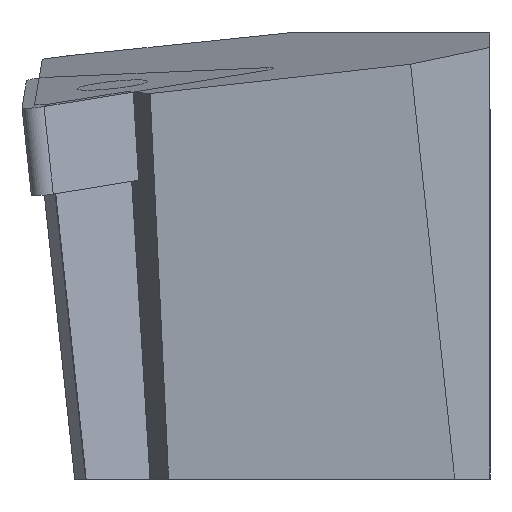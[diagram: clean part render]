
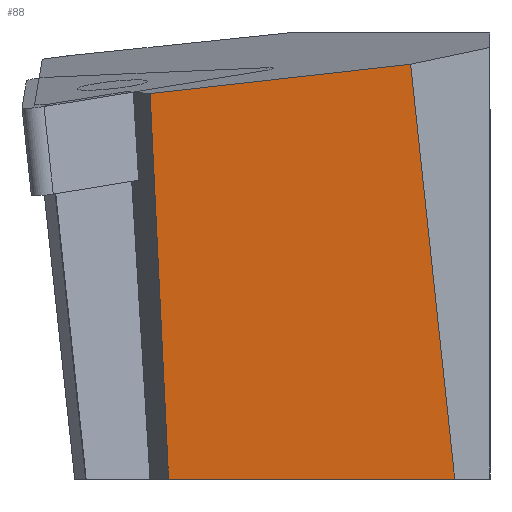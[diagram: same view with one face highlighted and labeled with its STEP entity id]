
A CAD part, left-side view. The second image highlights one B-rep face of the part: STEP entity #88.
In plain terms, the highlighted planar face has unit normal (-0.993, -0.063, -0.099).
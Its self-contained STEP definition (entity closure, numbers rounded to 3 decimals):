
#88=ADVANCED_FACE('',(#133),#111,.T.);
#111=PLANE('',#553);
#133=FACE_OUTER_BOUND('',#163,.T.);
#163=EDGE_LOOP('',(#277,#278,#279,#280));
#277=ORIENTED_EDGE('',*,*,#367,.T.);
#278=ORIENTED_EDGE('',*,*,#403,.F.);
#279=ORIENTED_EDGE('',*,*,#389,.T.);
#280=ORIENTED_EDGE('',*,*,#376,.F.);
#317=VERTEX_POINT('',#741);
#318=VERTEX_POINT('',#743);
#326=VERTEX_POINT('',#761);
#329=VERTEX_POINT('',#768);
#367=EDGE_CURVE('',#318,#317,#425,.T.);
#376=EDGE_CURVE('',#318,#326,#434,.T.);
#389=EDGE_CURVE('',#329,#326,#446,.T.);
#403=EDGE_CURVE('',#329,#317,#459,.T.);
#425=LINE('',#742,#480);
#434=LINE('',#760,#489);
#446=LINE('',#786,#501);
#459=LINE('',#812,#514);
#480=VECTOR('',#610,1.);
#489=VECTOR('',#621,1.);
#501=VECTOR('',#637,1.);
#514=VECTOR('',#666,1.);
#553=AXIS2_PLACEMENT_3D('',#817,#674,#675);
#610=DIRECTION('',(-0.052,0.992,-0.111));
#621=DIRECTION('',(0.105,-0.105,-0.989));
#637=DIRECTION('',(0.063,-0.998,0.));
#666=DIRECTION('',(-0.102,0.048,0.994));
#674=DIRECTION('',(-0.993,-0.063,-0.099));
#675=DIRECTION('',(0.099,0.,-0.995));
#741=CARTESIAN_POINT('',(1.555,-6.918,0.9));
#742=CARTESIAN_POINT('',(3.762,-49.073,5.635));
#743=CARTESIAN_POINT('',(2.289,-20.935,2.475));
#760=CARTESIAN_POINT('',(4.571,-23.218,-18.99));
#761=CARTESIAN_POINT('',(4.662,-23.308,-19.843));
#768=CARTESIAN_POINT('',(3.683,-7.912,-19.843));
#786=CARTESIAN_POINT('',(4.789,-25.319,-19.843));
#812=CARTESIAN_POINT('',(3.626,-7.886,-19.282));
#817=CARTESIAN_POINT('',(2.619,-7.415,-9.471));
